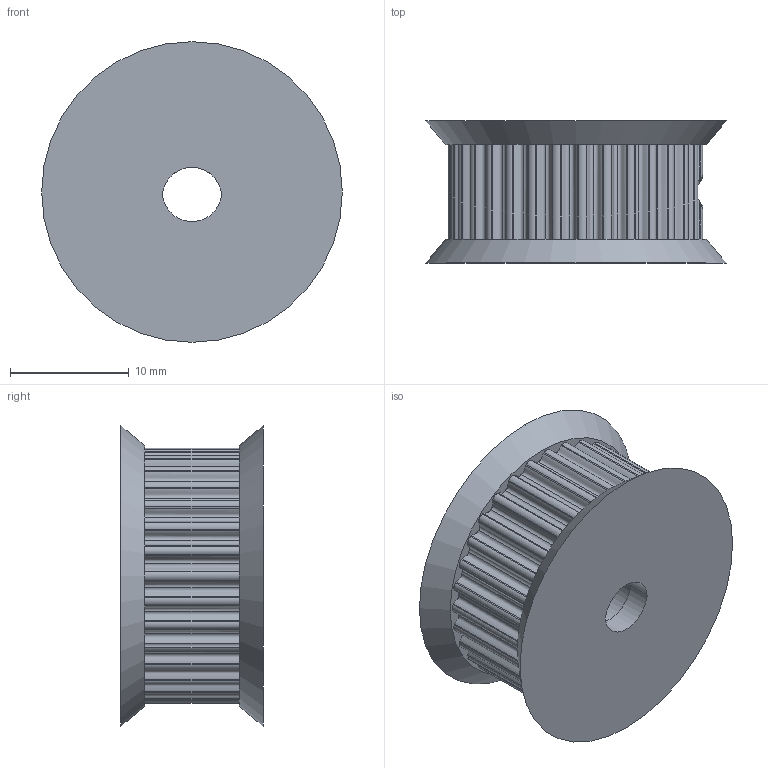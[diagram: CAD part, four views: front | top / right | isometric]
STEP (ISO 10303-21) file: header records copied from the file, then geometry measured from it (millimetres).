
FILE_DESCRIPTION(/* description */ (''),/* implementation_level */ '2;1');
FILE_NAME(/* name */ 'Z-Pulley 1.step',/* time_stamp */ '2024-08-26T00:01:09+01:00',/* author */ (''),/* organization */ (''),/* preprocessor_version */ 'ST-DEVELOPER v20',/* originating_system */ 'Autodesk Translation Framework v13.14.0.145',/* authorisation */ '');
FILE_SCHEMA (('AUTOMOTIVE_DESIGN { 1 0 10303 214 3 1 1 }'));
Length unit declared in the file: millimetre
Products named in the file (1): Untitled
Bounding box: 25.36 x 12 x 25.36 mm (x, y, z)
Volume: 4132.6 mm3; surface area: 2758.3 mm2
Topology: 1 solids, 4 shells, 223 faces, 627 edges, 417 vertices
Faces by surface type: bspline 99, plane 70, cylinder 52, cone 2
Full cylindrical faces by diameter (mm): 3.5 x1, 5 x1
Entity records: 15151 total; most frequent: CARTESIAN_POINT 10207, ORIENTED_EDGE 1254, DIRECTION 732, EDGE_CURVE 627, VERTEX_POINT 417, LINE 318, VECTOR 318, EDGE_LOOP 232
